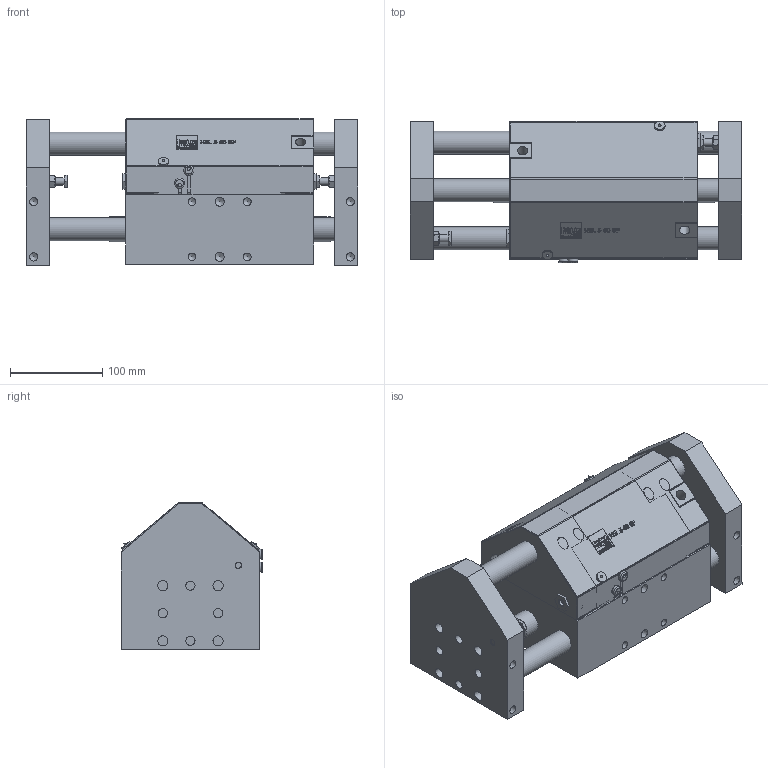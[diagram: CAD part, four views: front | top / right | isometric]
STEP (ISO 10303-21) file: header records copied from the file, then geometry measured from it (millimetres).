
FILE_DESCRIPTION((''),'2;1');
FILE_NAME('MSL5-60-3F.stp','2012-10-01T13:23:37',('hartung_david'),(''),'Autodesk Inventor 2012','Autodesk Inventor 2012','');
FILE_SCHEMA(('AUTOMOTIVE_DESIGN { 1 0 10303 214 1 1 1 1 }'));
Length unit declared in the file: millimetre
Products named in the file (3): MSL5-60-3F; MSL5-60-3F-010; MSL5-60-3F-020
Assembly tree (2 placements, depth 2):
  MSL5-60-3F
    MSL5-60-3F-010
    MSL5-60-3F-020
Bounding box: 360 x 153.52 x 159 mm (x, y, z)
Volume: 5206619.1 mm3; surface area: 530738 mm2
Topology: 2 solids, 44 shells, 1142 faces, 2932 edges, 1931 vertices
Faces by surface type: plane 580, bspline 263, cylinder 193, cone 100, torus 6
Full cylindrical faces by diameter (mm): 3.242 x2, 3.7 x2, 4 x2, 4.917 x2, 6.5 x2, 6.917 x4, 7 x2, 8 x4, 8.376 x12, 8.5 x2, 8.8 x2, 8.917 x12, 9.5 x2, 10 x14, 10.8 x2, 11 x18, 11.4 x2, 11.445 x2, 11.5 x2, 12 x4, 14 x2, 15 x2, 18 x4, 19 x4, 20 x2, 23.376 x2, 25 x10, 25.05 x2, 27 x2, 38 x4
Entity records: 36118 total; most frequent: CARTESIAN_POINT 9966, ORIENTED_EDGE 5250, DIRECTION 4246, EDGE_CURVE 2625, VERTEX_POINT 1839, VECTOR 1558, LINE 1558, EDGE_LOOP 1532
